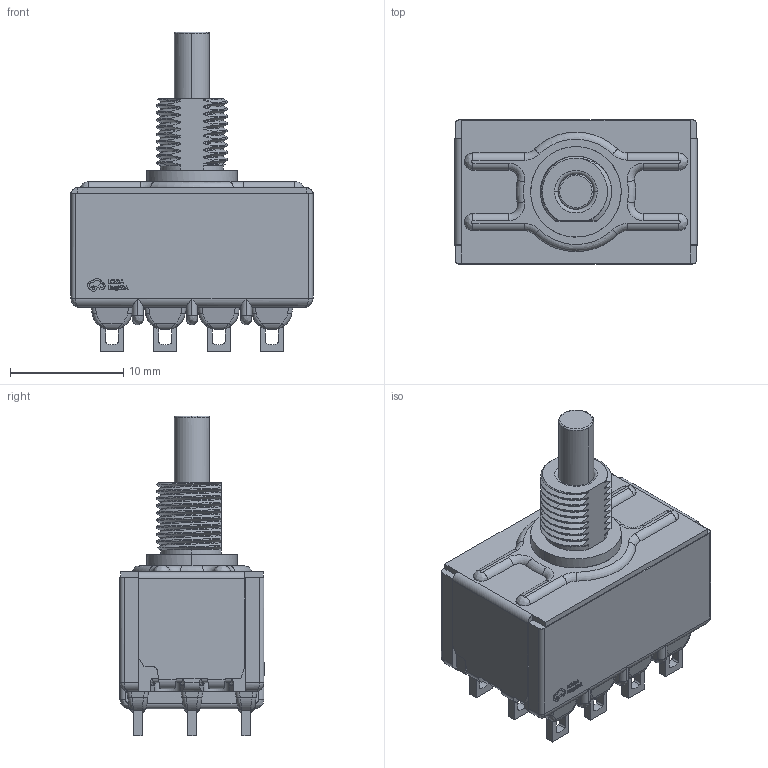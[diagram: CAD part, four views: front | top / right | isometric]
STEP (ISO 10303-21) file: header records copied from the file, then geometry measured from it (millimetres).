
FILE_DESCRIPTION (( 'STEP AP214' ), '1' );
FILE_NAME ('SW-TH_12P-L21.6-W12.7-P4.70-LS4.8.STEP', '2022-06-18T14:36:57', ( '' ), ( '' ), 'SwSTEP 2.0', 'SolidWorks 2020', '' );
FILE_SCHEMA (( 'AUTOMOTIVE_DESIGN' ));
Length unit declared in the file: millimetre
Products named in the file (1): SW-TH_12P-L21.6-W12.7-P4.70-LS4.8
Bounding box: 21.42 x 12.71 x 28.21 mm (x, y, z)
Surface area: 4306.1 mm2 (no closed solid volume)
Topology: 0 solids, 16 shells, 1691 faces, 4823 edges, 3155 vertices
Faces by surface type: plane 1013, cylinder 348, bspline 278, torus 48, cone 4
Entity records: 91821 total; most frequent: CARTESIAN_POINT 38833, ORIENTED_EDGE 9406, EDGE_CURVE 4823, B_SPLINE_CURVE_WITH_KNOTS 4122, DIRECTION 3396, VERTEX_POINT 3155, EDGE_LOOP 1768, UNCERTAINTY_MEASURE_WITH_UNIT 1708
